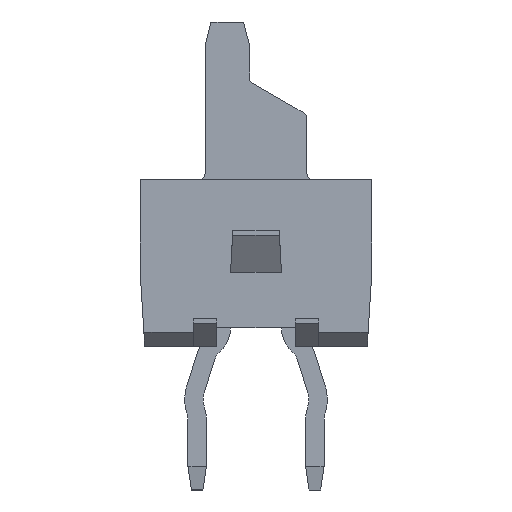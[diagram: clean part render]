
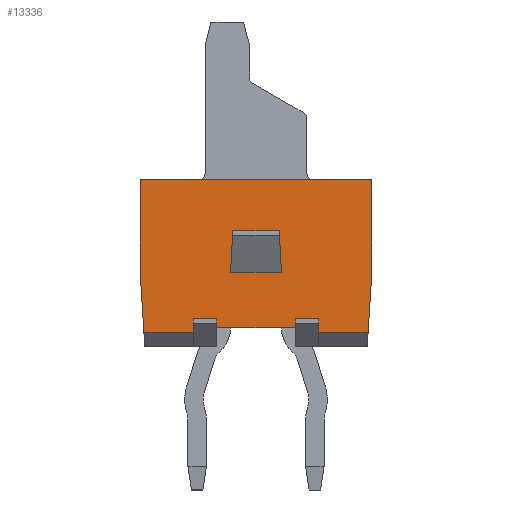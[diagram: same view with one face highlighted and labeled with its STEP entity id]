
A CAD part, front view. The second image highlights one B-rep face of the part: STEP entity #13336.
In plain terms, the highlighted face is planar.
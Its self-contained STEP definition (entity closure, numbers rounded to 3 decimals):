
#1612=ORIENTED_EDGE('',*,*,#5075,.T.);
#1613=ORIENTED_EDGE('',*,*,#5069,.T.);
#1614=ORIENTED_EDGE('',*,*,#4995,.F.);
#1615=ORIENTED_EDGE('',*,*,#5188,.T.);
#1616=ORIENTED_EDGE('',*,*,#4991,.F.);
#1617=ORIENTED_EDGE('',*,*,#5056,.F.);
#1618=ORIENTED_EDGE('',*,*,#5058,.T.);
#1619=ORIENTED_EDGE('',*,*,#5208,.T.);
#1620=ORIENTED_EDGE('',*,*,#5048,.F.);
#1621=ORIENTED_EDGE('',*,*,#5240,.F.);
#1622=ORIENTED_EDGE('',*,*,#5243,.F.);
#1623=ORIENTED_EDGE('',*,*,#5224,.T.);
#1624=ORIENTED_EDGE('',*,*,#5211,.T.);
#1625=ORIENTED_EDGE('',*,*,#5223,.T.);
#1626=ORIENTED_EDGE('',*,*,#5093,.T.);
#1627=ORIENTED_EDGE('',*,*,#5095,.T.);
#1628=ORIENTED_EDGE('',*,*,#5092,.F.);
#1629=ORIENTED_EDGE('',*,*,#5041,.F.);
#4991=EDGE_CURVE('',#6904,#6905,#8157,.T.);
#4995=EDGE_CURVE('',#6907,#6908,#8161,.T.);
#5041=EDGE_CURVE('',#6921,#6922,#8207,.T.);
#5048=EDGE_CURVE('',#6927,#6928,#8214,.T.);
#5056=EDGE_CURVE('',#6931,#6904,#8222,.T.);
#5058=EDGE_CURVE('',#6931,#6932,#8224,.T.);
#5069=EDGE_CURVE('',#6939,#6908,#8235,.T.);
#5075=EDGE_CURVE('',#6942,#6939,#8241,.T.);
#5092=EDGE_CURVE('',#6922,#6951,#8258,.T.);
#5093=EDGE_CURVE('',#6921,#6952,#8259,.T.);
#5095=EDGE_CURVE('',#6952,#6951,#8261,.T.);
#5188=EDGE_CURVE('',#6907,#6905,#8354,.T.);
#5208=EDGE_CURVE('',#6932,#6928,#8374,.T.);
#5211=EDGE_CURVE('',#7028,#7027,#8377,.T.);
#5223=EDGE_CURVE('',#7027,#6942,#8387,.T.);
#5224=EDGE_CURVE('',#7032,#7028,#8388,.T.);
#5240=EDGE_CURVE('',#7044,#6927,#8398,.T.);
#5243=EDGE_CURVE('',#7032,#7044,#8401,.T.);
#6904=VERTEX_POINT('',#20056);
#6905=VERTEX_POINT('',#20058);
#6907=VERTEX_POINT('',#20064);
#6908=VERTEX_POINT('',#20066);
#6921=VERTEX_POINT('',#20143);
#6922=VERTEX_POINT('',#20145);
#6927=VERTEX_POINT('',#20157);
#6928=VERTEX_POINT('',#20159);
#6931=VERTEX_POINT('',#20172);
#6932=VERTEX_POINT('',#20176);
#6939=VERTEX_POINT('',#20200);
#6942=VERTEX_POINT('',#20212);
#6951=VERTEX_POINT('',#20244);
#6952=VERTEX_POINT('',#20248);
#7027=VERTEX_POINT('',#20448);
#7028=VERTEX_POINT('',#20450);
#7032=VERTEX_POINT('',#20477);
#7044=VERTEX_POINT('',#20510);
#8157=LINE('',#20057,#9649);
#8161=LINE('',#20065,#9653);
#8207=LINE('',#20144,#9699);
#8214=LINE('',#20158,#9706);
#8222=LINE('',#20173,#9714);
#8224=LINE('',#20177,#9716);
#8235=LINE('',#20199,#9727);
#8241=LINE('',#20211,#9733);
#8258=LINE('',#20245,#9750);
#8259=LINE('',#20247,#9751);
#8261=LINE('',#20251,#9753);
#8354=LINE('',#20422,#9846);
#8374=LINE('',#20443,#9866);
#8377=LINE('',#20449,#9869);
#8387=LINE('',#20472,#9879);
#8388=LINE('',#20476,#9880);
#8398=LINE('',#20509,#9890);
#8401=LINE('',#20515,#9893);
#9649=VECTOR('',#15889,1000.);
#9653=VECTOR('',#15895,1000.);
#9699=VECTOR('',#15979,1000.);
#9706=VECTOR('',#15988,1000.);
#9714=VECTOR('',#16002,1000.);
#9716=VECTOR('',#16006,1000.);
#9727=VECTOR('',#16027,1000.);
#9733=VECTOR('',#16039,1000.);
#9750=VECTOR('',#16070,1000.);
#9751=VECTOR('',#16073,1000.);
#9753=VECTOR('',#16077,1000.);
#9846=VECTOR('',#16178,1000.);
#9866=VECTOR('',#16200,1000.);
#9869=VECTOR('',#16207,1000.);
#9879=VECTOR('',#16235,1000.);
#9880=VECTOR('',#16242,1000.);
#9890=VECTOR('',#16274,1000.);
#9893=VECTOR('',#16279,1000.);
#11086=EDGE_LOOP('',(#1612,#1613,#1614,#1615,#1616,#1617,#1618,#1619,#1620,
#1621,#1622,#1623,#1624,#1625));
#11087=EDGE_LOOP('',(#1626,#1627,#1628,#1629));
#11956=FACE_BOUND('',#11086,.T.);
#11957=FACE_BOUND('',#11087,.T.);
#12757=PLANE('',#14261);
#13336=ADVANCED_FACE('',(#11956,#11957),#12757,.F.);
#14261=AXIS2_PLACEMENT_3D('',#20514,#16277,#16278);
#15889=DIRECTION('',(0.,0.,-1.));
#15895=DIRECTION('',(0.,0.,1.));
#15979=DIRECTION('',(0.,1.,0.));
#15988=DIRECTION('',(0.,0.062,-0.998));
#16002=DIRECTION('',(0.,1.,0.));
#16006=DIRECTION('',(0.,0.,-1.));
#16027=DIRECTION('',(0.,-1.,0.));
#16039=DIRECTION('',(0.,0.,1.));
#16070=DIRECTION('',(0.,0.055,-0.998));
#16073=DIRECTION('',(0.,-0.055,-0.998));
#16077=DIRECTION('',(0.,1.,0.));
#16178=DIRECTION('',(0.,-1.,0.));
#16200=DIRECTION('',(0.,-1.,0.));
#16207=DIRECTION('',(0.,-0.062,-0.998));
#16235=DIRECTION('',(0.,-1.,0.));
#16242=DIRECTION('',(0.,0.,-1.));
#16274=DIRECTION('',(0.,0.,-1.));
#16277=DIRECTION('',(1.,0.,0.));
#16278=DIRECTION('',(0.,0.,-1.));
#16279=DIRECTION('',(0.,-1.,0.));
#20056=CARTESIAN_POINT('',(-11.175,-0.85,0.6));
#20057=CARTESIAN_POINT('',(-11.175,-0.85,0.6));
#20058=CARTESIAN_POINT('',(-11.175,-0.85,0.4));
#20064=CARTESIAN_POINT('',(-11.175,0.85,0.4));
#20065=CARTESIAN_POINT('',(-11.175,0.85,0.3));
#20066=CARTESIAN_POINT('',(-11.175,0.85,0.6));
#20143=CARTESIAN_POINT('',(-11.175,-0.5,2.5));
#20144=CARTESIAN_POINT('',(-11.175,-0.55,2.5));
#20145=CARTESIAN_POINT('',(-11.175,0.5,2.5));
#20157=CARTESIAN_POINT('',(-11.175,-2.5,1.6));
#20158=CARTESIAN_POINT('',(-11.175,-2.605,3.281));
#20159=CARTESIAN_POINT('',(-11.175,-2.419,0.3));
#20172=CARTESIAN_POINT('',(-11.175,-1.35,0.6));
#20173=CARTESIAN_POINT('',(-11.175,-1.35,0.6));
#20176=CARTESIAN_POINT('',(-11.175,-1.35,0.3));
#20177=CARTESIAN_POINT('',(-11.175,-1.35,0.6));
#20199=CARTESIAN_POINT('',(-11.175,1.35,0.6));
#20200=CARTESIAN_POINT('',(-11.175,1.35,0.6));
#20211=CARTESIAN_POINT('',(-11.175,1.35,0.3));
#20212=CARTESIAN_POINT('',(-11.175,1.35,0.3));
#20244=CARTESIAN_POINT('',(-11.175,0.55,1.6));
#20245=CARTESIAN_POINT('',(-11.175,0.5,2.5));
#20247=CARTESIAN_POINT('',(-11.175,-0.5,2.5));
#20248=CARTESIAN_POINT('',(-11.175,-0.55,1.6));
#20251=CARTESIAN_POINT('',(-11.175,-0.55,1.6));
#20422=CARTESIAN_POINT('',(-11.175,2.5,0.4));
#20443=CARTESIAN_POINT('',(-11.175,2.5,0.3));
#20448=CARTESIAN_POINT('',(-11.175,2.419,0.3));
#20449=CARTESIAN_POINT('',(-11.175,2.625,3.592));
#20450=CARTESIAN_POINT('',(-11.175,2.5,1.6));
#20472=CARTESIAN_POINT('',(-11.175,2.5,0.3));
#20476=CARTESIAN_POINT('',(-11.175,2.5,3.6));
#20477=CARTESIAN_POINT('',(-11.175,2.5,3.6));
#20509=CARTESIAN_POINT('',(-11.175,-2.5,3.6));
#20510=CARTESIAN_POINT('',(-11.175,-2.5,3.6));
#20514=CARTESIAN_POINT('',(-11.175,2.5,3.6));
#20515=CARTESIAN_POINT('',(-11.175,2.5,3.6));
